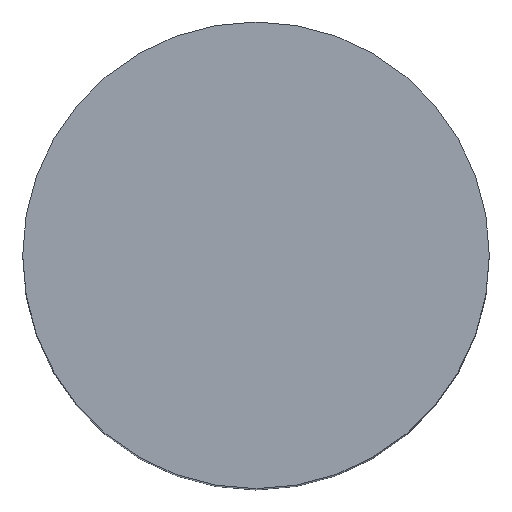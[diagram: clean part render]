
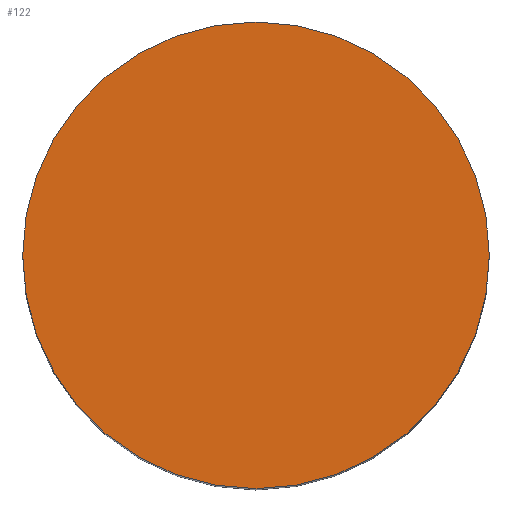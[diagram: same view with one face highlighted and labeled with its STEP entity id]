
A CAD part, top view. The second image highlights one B-rep face of the part: STEP entity #122.
In plain terms, the highlighted planar face has unit normal (0, 0, 1).
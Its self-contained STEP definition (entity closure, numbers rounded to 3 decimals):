
#33 = DIRECTION ( 'NONE',  ( 1., 0., 0. ) ) ;
#50 = CARTESIAN_POINT ( 'NONE',  ( 28.4, 0., 93. ) ) ;
#52 = EDGE_CURVE ( 'NONE', #133, #120, #89, .T. ) ;
#55 = AXIS2_PLACEMENT_3D ( 'NONE', #139, #140, #59 ) ;
#59 = DIRECTION ( 'NONE',  ( 1., 0., 0. ) ) ;
#60 = CARTESIAN_POINT ( 'NONE',  ( 0., 0., 93. ) ) ;
#61 = DIRECTION ( 'NONE',  ( 0., 0., 1. ) ) ;
#68 = AXIS2_PLACEMENT_3D ( 'NONE', #60, #165, #116 ) ;
#84 = FACE_OUTER_BOUND ( 'NONE', #158, .T. ) ;
#89 = CIRCLE ( 'NONE', #68, 28.4 ) ;
#116 = DIRECTION ( 'NONE',  ( 1., 0., 0. ) ) ;
#117 = AXIS2_PLACEMENT_3D ( 'NONE', #130, #61, #33 ) ;
#120 = VERTEX_POINT ( 'NONE', #50 ) ;
#121 = EDGE_CURVE ( 'NONE', #120, #133, #150, .T. ) ;
#122 = ADVANCED_FACE ( 'NONE', ( #84 ), #157, .T. ) ;
#130 = CARTESIAN_POINT ( 'NONE',  ( 0., 0., 93. ) ) ;
#133 = VERTEX_POINT ( 'NONE', #168 ) ;
#139 = CARTESIAN_POINT ( 'NONE',  ( 0., 0., 93. ) ) ;
#140 = DIRECTION ( 'NONE',  ( 0., 0., 1. ) ) ;
#143 = ORIENTED_EDGE ( 'NONE', *, *, #121, .T. ) ;
#147 = ORIENTED_EDGE ( 'NONE', *, *, #52, .T. ) ;
#150 = CIRCLE ( 'NONE', #55, 28.4 ) ;
#157 = PLANE ( 'NONE',  #117 ) ;
#158 = EDGE_LOOP ( 'NONE', ( #147, #143 ) ) ;
#165 = DIRECTION ( 'NONE',  ( 0., 0., 1. ) ) ;
#168 = CARTESIAN_POINT ( 'NONE',  ( -28.4, 0., 93. ) ) ;
